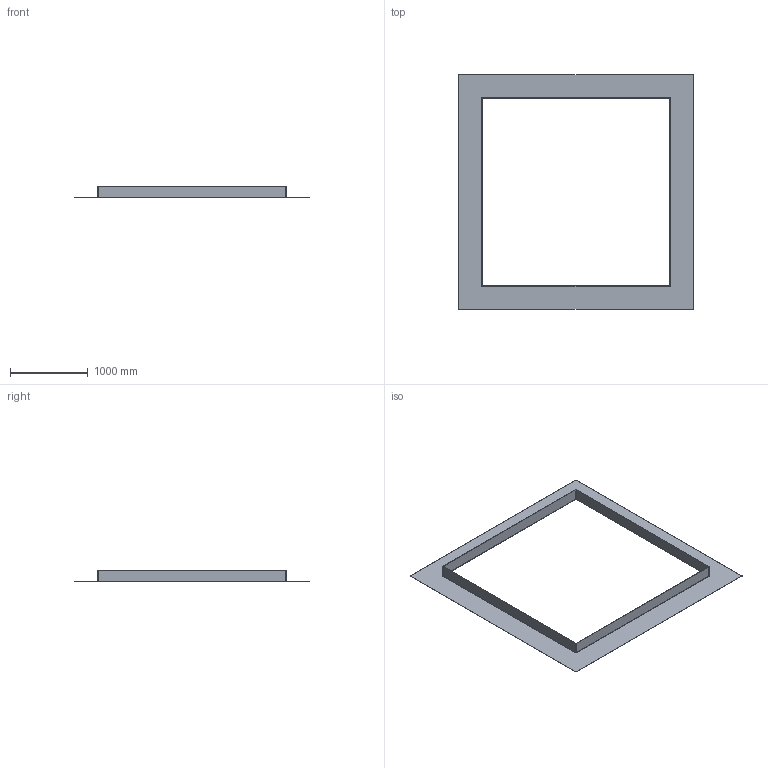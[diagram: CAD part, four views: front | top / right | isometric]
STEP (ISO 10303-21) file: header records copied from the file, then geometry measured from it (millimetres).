
FILE_DESCRIPTION((''),'2;1');
FILE_NAME('KARLSRUHE_DHV_HALTERAHMEN_ASM','2019-10-28T15:48:38',('Duke7'),(''),'CREO PARAMETRIC BY PTC INC, 2018050','CREO PARAMETRIC BY PTC INC, 2018050','');
FILE_SCHEMA(('CONFIG_CONTROL_DESIGN'));
Length unit declared in the file: millimetre
Products named in the file (7): KARLSRUHE_DHV_HALTERAHMEN_946; KARLSRUHE_DHV_HALTERAHMEN_24662; KARLSRUHE_DHV_HALTERAHMEN_24922; KARLSRUHE_DHV_HALTERAHMEN_25152; KARLSRUHE_DHV_HALTERAHMEN_25382; KARLSRUHE_DHV_HALTERAHMEN_25612; KARLSRUHE_DHV_HALTERAHMEN_ASM
Assembly tree (6 placements, depth 2):
  KARLSRUHE_DHV_HALTERAHMEN_ASM
    KARLSRUHE_DHV_HALTERAHMEN_946
    KARLSRUHE_DHV_HALTERAHMEN_24662
    KARLSRUHE_DHV_HALTERAHMEN_24922
    KARLSRUHE_DHV_HALTERAHMEN_25152
    KARLSRUHE_DHV_HALTERAHMEN_25382
    KARLSRUHE_DHV_HALTERAHMEN_25612
Bounding box: 3028 x 3028 x 153 mm (x, y, z)
Volume: 14394917.2 mm3; surface area: 9749526.4 mm2
Topology: 6 solids, 6 shells, 55 faces, 124 edges, 76 vertices
Faces by surface type: plane 45, bspline 6, cylinder 4
Entity records: 1886 total; most frequent: CARTESIAN_POINT 532, DIRECTION 248, ORIENTED_EDGE 240, EDGE_CURVE 120, VECTOR 108, LINE 108, VERTEX_POINT 76, AXIS2_PLACEMENT_3D 70
